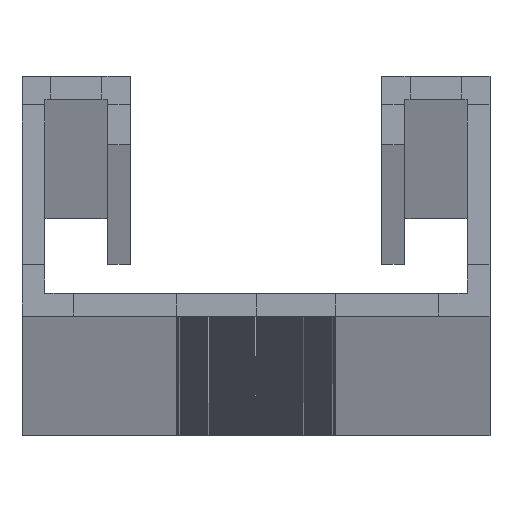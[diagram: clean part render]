
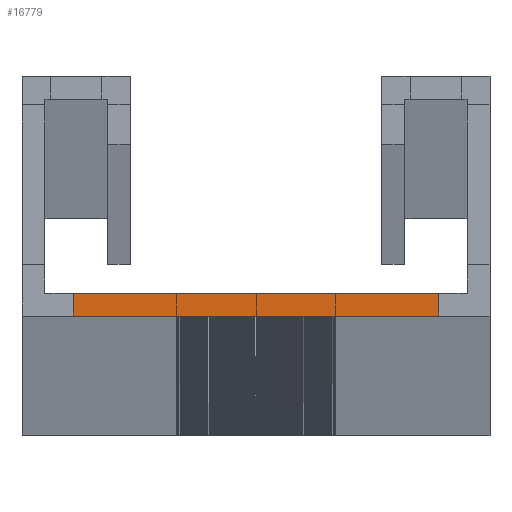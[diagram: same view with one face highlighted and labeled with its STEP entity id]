
A CAD part, top view. The second image highlights one B-rep face of the part: STEP entity #16779.
In plain terms, the highlighted planar face has unit normal (0, 0, 1).
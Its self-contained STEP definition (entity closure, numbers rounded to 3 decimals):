
#296 = DIRECTION ( 'NONE',  ( 1., 0., 0. ) ) ;
#309 = CARTESIAN_POINT ( 'NONE',  ( 16., 0., 6000. ) ) ;
#375 = PLANE ( 'NONE',  #21226 ) ;
#1909 = EDGE_CURVE ( 'NONE', #14974, #11506, #8368, .T. ) ;
#2114 = CARTESIAN_POINT ( 'NONE',  ( 16., 2., 6000. ) ) ;
#3455 = VERTEX_POINT ( 'NONE', #309 ) ;
#3558 = DIRECTION ( 'NONE',  ( 0., 1., 0. ) ) ;
#3868 = DIRECTION ( 'NONE',  ( 1., 0., 0. ) ) ;
#4033 = VECTOR ( 'NONE', #21623, 1000. ) ;
#4827 = CARTESIAN_POINT ( 'NONE',  ( 16., 2., 6000. ) ) ;
#6409 = CARTESIAN_POINT ( 'NONE',  ( -16., 2., 6000. ) ) ;
#6477 = VECTOR ( 'NONE', #8202, 1000. ) ;
#6546 = CARTESIAN_POINT ( 'NONE',  ( -16., 0., 6000. ) ) ;
#7341 = DIRECTION ( 'NONE',  ( 0., 0., 1. ) ) ;
#7874 = ORIENTED_EDGE ( 'NONE', *, *, #22292, .T. ) ;
#8007 = VECTOR ( 'NONE', #3558, 1000. ) ;
#8202 = DIRECTION ( 'NONE',  ( 0., -1., 0. ) ) ;
#8335 = LINE ( 'NONE', #19922, #4033 ) ;
#8368 = LINE ( 'NONE', #2114, #21049 ) ;
#11042 = LINE ( 'NONE', #6409, #6477 ) ;
#11322 = EDGE_CURVE ( 'NONE', #15156, #3455, #8335, .T. ) ;
#11506 = VERTEX_POINT ( 'NONE', #4827 ) ;
#12067 = ORIENTED_EDGE ( 'NONE', *, *, #1909, .F. ) ;
#12111 = ORIENTED_EDGE ( 'NONE', *, *, #11322, .T. ) ;
#12312 = CARTESIAN_POINT ( 'NONE',  ( 16., 0., 6000. ) ) ;
#13657 = CARTESIAN_POINT ( 'NONE',  ( -16., 2., 6000. ) ) ;
#14096 = EDGE_LOOP ( 'NONE', ( #12111, #7874, #12067, #16277 ) ) ;
#14974 = VERTEX_POINT ( 'NONE', #13657 ) ;
#15156 = VERTEX_POINT ( 'NONE', #6546 ) ;
#16277 = ORIENTED_EDGE ( 'NONE', *, *, #20778, .T. ) ;
#16615 = LINE ( 'NONE', #12312, #8007 ) ;
#16779 = ADVANCED_FACE ( 'NONE', ( #19505 ), #375, .T. ) ;
#17712 = CARTESIAN_POINT ( 'NONE',  ( 18.5, 4.5, 6000. ) ) ;
#19505 = FACE_OUTER_BOUND ( 'NONE', #14096, .T. ) ;
#19922 = CARTESIAN_POINT ( 'NONE',  ( 16., 0., 6000. ) ) ;
#20778 = EDGE_CURVE ( 'NONE', #14974, #15156, #11042, .T. ) ;
#21049 = VECTOR ( 'NONE', #3868, 1000. ) ;
#21226 = AXIS2_PLACEMENT_3D ( 'NONE', #17712, #7341, #296 ) ;
#21623 = DIRECTION ( 'NONE',  ( 1., 0., 0. ) ) ;
#22292 = EDGE_CURVE ( 'NONE', #3455, #11506, #16615, .T. ) ;
